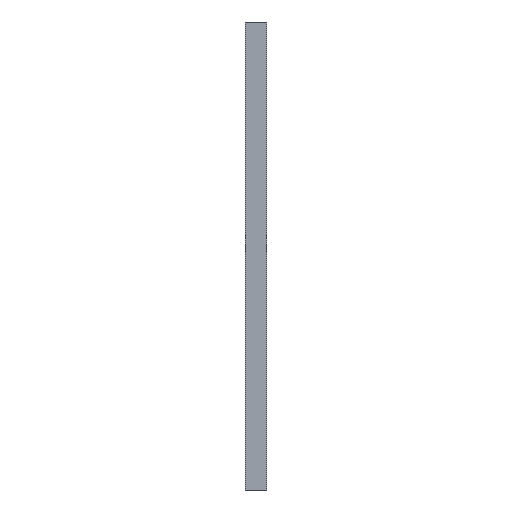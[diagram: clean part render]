
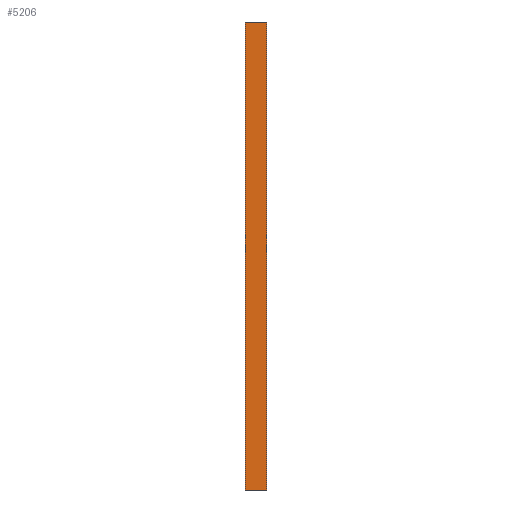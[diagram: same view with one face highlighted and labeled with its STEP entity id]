
A CAD part, left-side view. The second image highlights one B-rep face of the part: STEP entity #5206.
In plain terms, the highlighted planar face has unit normal (-1, 0, 0).
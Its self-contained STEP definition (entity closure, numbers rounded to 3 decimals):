
#1503=DIRECTION('',(0.,1.,0.));
#1504=VECTOR('',#1503,45.);
#1505=CARTESIAN_POINT('',(-22.5,-22.5,500.));
#1506=LINE('',#1505,#1504);
#2663=DIRECTION('',(0.,1.,0.));
#2664=VECTOR('',#2663,45.);
#2665=CARTESIAN_POINT('',(-22.5,-22.5,-500.));
#2666=LINE('',#2665,#2664);
#2670=DIRECTION('',(0.,0.,1.));
#2671=VECTOR('',#2670,1000.);
#2672=CARTESIAN_POINT('',(-22.5,22.5,-500.));
#2673=LINE('',#2672,#2671);
#2677=DIRECTION('',(0.,0.,1.));
#2678=VECTOR('',#2677,1000.);
#2679=CARTESIAN_POINT('',(-22.5,-22.5,-500.));
#2680=LINE('',#2679,#2678);
#3797=CARTESIAN_POINT('',(-22.5,-22.5,-500.));
#3799=VERTEX_POINT('',#3797);
#3801=CARTESIAN_POINT('',(-22.5,-22.5,500.));
#3803=VERTEX_POINT('',#3801);
#3805=CARTESIAN_POINT('',(-22.5,22.5,-500.));
#3806=CARTESIAN_POINT('',(-22.5,22.5,500.));
#3807=VERTEX_POINT('',#3805);
#3808=VERTEX_POINT('',#3806);
#5193=CARTESIAN_POINT('',(-22.5,22.5,-500.));
#5194=DIRECTION('',(-1.,0.,0.));
#5195=DIRECTION('',(0.,-1.,0.));
#5196=AXIS2_PLACEMENT_3D('',#5193,#5194,#5195);
#5197=PLANE('',#5196);
#5198=ORIENTED_EDGE('',*,*,#4851,.F.);
#5200=ORIENTED_EDGE('',*,*,#5199,.F.);
#5201=ORIENTED_EDGE('',*,*,#4458,.T.);
#5203=ORIENTED_EDGE('',*,*,#5202,.T.);
#5204=EDGE_LOOP('',(#5198,#5200,#5201,#5203));
#5205=FACE_OUTER_BOUND('',#5204,.F.);
#4458=EDGE_CURVE('',#3799,#3807,#2666,.T.);
#4851=EDGE_CURVE('',#3803,#3808,#1506,.T.);
#5199=EDGE_CURVE('',#3799,#3803,#2680,.T.);
#5202=EDGE_CURVE('',#3807,#3808,#2673,.T.);
#5206=ADVANCED_FACE('',(#5205),#5197,.T.);
